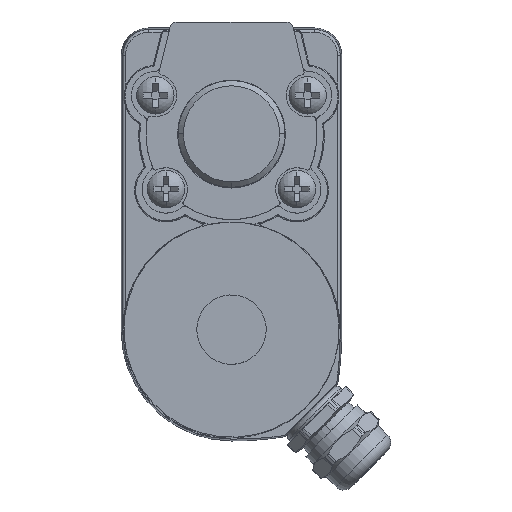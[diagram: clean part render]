
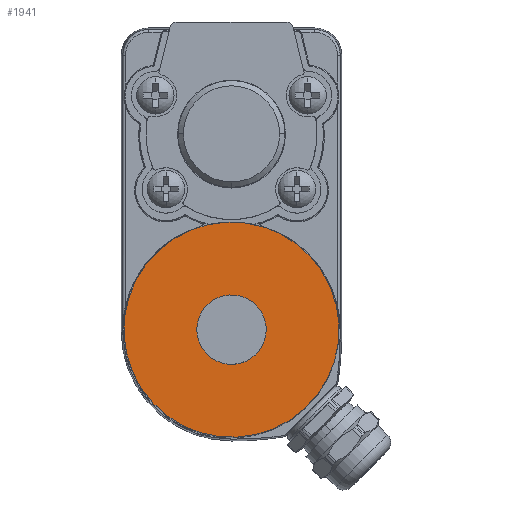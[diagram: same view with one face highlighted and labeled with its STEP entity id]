
A CAD part, top view. The second image highlights one B-rep face of the part: STEP entity #1941.
In plain terms, the highlighted face is planar.
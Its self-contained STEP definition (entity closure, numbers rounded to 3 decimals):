
#419 = VERTEX_POINT ( 'NONE', #41828 ) ;
#945 = CARTESIAN_POINT ( 'NONE',  ( 0., -85., 0. ) ) ;
#1587 = DIRECTION ( 'NONE',  ( 0., -1., 0. ) ) ;
#1941 = ADVANCED_FACE ( 'NONE', ( #35418, #18092 ), #34466, .T. ) ;
#2718 = DIRECTION ( 'NONE',  ( -0.891, 0., 0.454 ) ) ;
#2975 = DIRECTION ( 'NONE',  ( 0., -1., 0. ) ) ;
#5983 = AXIS2_PLACEMENT_3D ( 'NONE', #6386, #1587, #39242 ) ;
#6386 = CARTESIAN_POINT ( 'NONE',  ( 0., -85., 0. ) ) ;
#6482 = CARTESIAN_POINT ( 'NONE',  ( 0., -85., 0. ) ) ;
#6741 = DIRECTION ( 'NONE',  ( 0.891, 0., -0.454 ) ) ;
#8778 = CARTESIAN_POINT ( 'NONE',  ( 5.793, -85., -2.949 ) ) ;
#10335 = DIRECTION ( 'NONE',  ( -0.891, 0., 0.454 ) ) ;
#15151 = ORIENTED_EDGE ( 'NONE', *, *, #45271, .F. ) ;
#17279 = DIRECTION ( 'NONE',  ( 0., 1., 0. ) ) ;
#18092 = FACE_BOUND ( 'NONE', #47391, .T. ) ;
#18882 = DIRECTION ( 'NONE',  ( 0., 1., 0. ) ) ;
#20375 = ORIENTED_EDGE ( 'NONE', *, *, #44019, .F. ) ;
#20837 = DIRECTION ( 'NONE',  ( 0.891, 0., -0.454 ) ) ;
#20919 = CARTESIAN_POINT ( 'NONE',  ( 0., -85., 0. ) ) ;
#22668 = AXIS2_PLACEMENT_3D ( 'NONE', #27529, #2975, #6741 ) ;
#24260 = AXIS2_PLACEMENT_3D ( 'NONE', #20919, #30570, #10335 ) ;
#25392 = ORIENTED_EDGE ( 'NONE', *, *, #42392, .F. ) ;
#25617 = CIRCLE ( 'NONE', #33193, 20.15 ) ;
#27529 = CARTESIAN_POINT ( 'NONE',  ( 0., -85., 0. ) ) ;
#27987 = CARTESIAN_POINT ( 'NONE',  ( -17.957, -85., 9.141 ) ) ;
#30570 = DIRECTION ( 'NONE',  ( 0., -1., 0. ) ) ;
#33193 = AXIS2_PLACEMENT_3D ( 'NONE', #6482, #18882, #2718 ) ;
#34466 = PLANE ( 'NONE',  #22668 ) ;
#34976 = CIRCLE ( 'NONE', #5983, 6.5 ) ;
#35418 = FACE_OUTER_BOUND ( 'NONE', #44342, .T. ) ;
#37350 = AXIS2_PLACEMENT_3D ( 'NONE', #945, #17279, #20837 ) ;
#39242 = DIRECTION ( 'NONE',  ( 0.891, 0., -0.454 ) ) ;
#40363 = CARTESIAN_POINT ( 'NONE',  ( -5.793, -85., 2.949 ) ) ;
#40433 = CIRCLE ( 'NONE', #24260, 6.5 ) ;
#41828 = CARTESIAN_POINT ( 'NONE',  ( 17.957, -85., -9.141 ) ) ;
#42392 = EDGE_CURVE ( 'NONE', #44397, #50978, #34976, .T. ) ;
#44019 = EDGE_CURVE ( 'NONE', #419, #49280, #45007, .T. ) ;
#44342 = EDGE_LOOP ( 'NONE', ( #46906, #20375 ) ) ;
#44397 = VERTEX_POINT ( 'NONE', #8778 ) ;
#45007 = CIRCLE ( 'NONE', #37350, 20.15 ) ;
#45271 = EDGE_CURVE ( 'NONE', #50978, #44397, #40433, .T. ) ;
#45729 = EDGE_CURVE ( 'NONE', #49280, #419, #25617, .T. ) ;
#46906 = ORIENTED_EDGE ( 'NONE', *, *, #45729, .F. ) ;
#47391 = EDGE_LOOP ( 'NONE', ( #15151, #25392 ) ) ;
#49280 = VERTEX_POINT ( 'NONE', #27987 ) ;
#50978 = VERTEX_POINT ( 'NONE', #40363 ) ;
